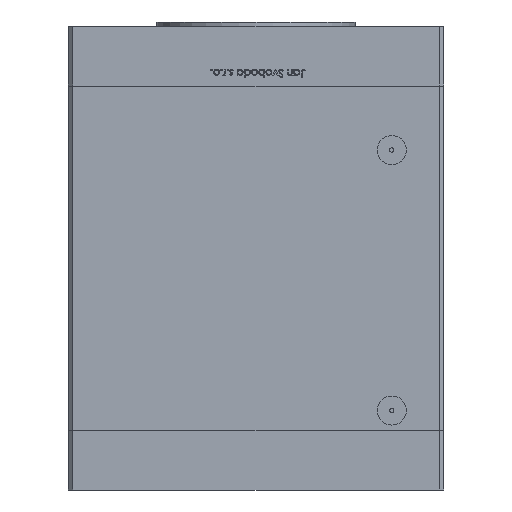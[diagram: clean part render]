
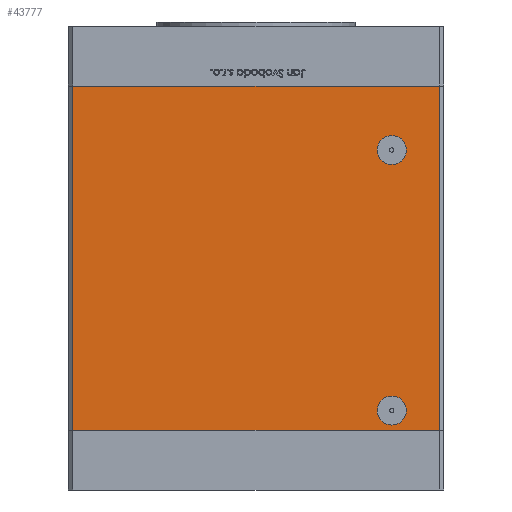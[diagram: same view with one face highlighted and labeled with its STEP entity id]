
A CAD part, front view. The second image highlights one B-rep face of the part: STEP entity #43777.
In plain terms, the highlighted planar face has unit normal (0, -1, 0).
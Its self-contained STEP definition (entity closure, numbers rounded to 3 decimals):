
#63 = DIRECTION ( 'NONE',  ( 0., 0., -1. ) ) ;
#296 = DIRECTION ( 'NONE',  ( 0., 1., 0. ) ) ;
#975 = LINE ( 'NONE', #33126, #2314 ) ;
#1071 = FACE_BOUND ( 'NONE', #1121, .T. ) ;
#1121 = EDGE_LOOP ( 'NONE', ( #34783, #34607 ) ) ;
#2273 = VERTEX_POINT ( 'NONE', #30684 ) ;
#2314 = VECTOR ( 'NONE', #25224, 1000. ) ;
#2817 = VECTOR ( 'NONE', #29845, 1000. ) ;
#2915 = CARTESIAN_POINT ( 'NONE',  ( 61.5, -72.5, 9. ) ) ;
#4487 = DIRECTION ( 'NONE',  ( 1., 0., 0. ) ) ;
#5035 = CIRCLE ( 'NONE', #25250, 6.58 ) ;
#5383 = CARTESIAN_POINT ( 'NONE',  ( -83., -72.5, 156. ) ) ;
#6486 = EDGE_CURVE ( 'NONE', #23021, #12010, #25381, .T. ) ;
#9403 = CIRCLE ( 'NONE', #49803, 6.58 ) ;
#9580 = DIRECTION ( 'NONE',  ( 0., 0., -1. ) ) ;
#12010 = VERTEX_POINT ( 'NONE', #13923 ) ;
#12381 = EDGE_LOOP ( 'NONE', ( #22589, #23008, #46383, #16801 ) ) ;
#12937 = FACE_OUTER_BOUND ( 'NONE', #12381, .T. ) ;
#13466 = AXIS2_PLACEMENT_3D ( 'NONE', #40949, #45696, #9580 ) ;
#13923 = CARTESIAN_POINT ( 'NONE',  ( 83., -72.5, 0. ) ) ;
#16381 = DIRECTION ( 'NONE',  ( 0., 0., -1. ) ) ;
#16801 = ORIENTED_EDGE ( 'NONE', *, *, #39088, .T. ) ;
#18507 = VERTEX_POINT ( 'NONE', #25242 ) ;
#18710 = AXIS2_PLACEMENT_3D ( 'NONE', #41392, #29280, #37442 ) ;
#18994 = DIRECTION ( 'NONE',  ( 0., -1., 0. ) ) ;
#20456 = CARTESIAN_POINT ( 'NONE',  ( 61.5, -72.5, 15.58 ) ) ;
#21981 = DIRECTION ( 'NONE',  ( 0., 0., -1. ) ) ;
#22233 = ORIENTED_EDGE ( 'NONE', *, *, #34160, .T. ) ;
#22589 = ORIENTED_EDGE ( 'NONE', *, *, #22965, .T. ) ;
#22965 = EDGE_CURVE ( 'NONE', #49470, #12010, #975, .T. ) ;
#23008 = ORIENTED_EDGE ( 'NONE', *, *, #6486, .F. ) ;
#23021 = VERTEX_POINT ( 'NONE', #49978 ) ;
#25093 = EDGE_CURVE ( 'NONE', #38709, #23021, #40334, .T. ) ;
#25224 = DIRECTION ( 'NONE',  ( 1., 0., 0. ) ) ;
#25242 = CARTESIAN_POINT ( 'NONE',  ( 61.5, -72.5, 120.42 ) ) ;
#25250 = AXIS2_PLACEMENT_3D ( 'NONE', #51464, #31433, #63 ) ;
#25355 = VECTOR ( 'NONE', #21981, 1000. ) ;
#25381 = LINE ( 'NONE', #45925, #2817 ) ;
#28481 = VECTOR ( 'NONE', #4487, 1000. ) ;
#28742 = CIRCLE ( 'NONE', #38802, 6.58 ) ;
#29013 = PLANE ( 'NONE',  #18710 ) ;
#29182 = CARTESIAN_POINT ( 'NONE',  ( -83., -72.5, 156. ) ) ;
#29280 = DIRECTION ( 'NONE',  ( 0., 1., 0. ) ) ;
#29629 = EDGE_CURVE ( 'NONE', #18507, #2273, #5035, .T. ) ;
#29845 = DIRECTION ( 'NONE',  ( 0., 0., -1. ) ) ;
#30057 = EDGE_CURVE ( 'NONE', #43937, #35646, #35349, .T. ) ;
#30684 = CARTESIAN_POINT ( 'NONE',  ( 61.5, -72.5, 133.58 ) ) ;
#31433 = DIRECTION ( 'NONE',  ( 0., 1., 0. ) ) ;
#32459 = CARTESIAN_POINT ( 'NONE',  ( 61.5, -72.5, 127. ) ) ;
#33126 = CARTESIAN_POINT ( 'NONE',  ( -83., -72.5, 0. ) ) ;
#34160 = EDGE_CURVE ( 'NONE', #2273, #18507, #28742, .T. ) ;
#34607 = ORIENTED_EDGE ( 'NONE', *, *, #30057, .F. ) ;
#34783 = ORIENTED_EDGE ( 'NONE', *, *, #41164, .F. ) ;
#35060 = DIRECTION ( 'NONE',  ( 0., 0., -1. ) ) ;
#35349 = CIRCLE ( 'NONE', #13466, 6.58 ) ;
#35646 = VERTEX_POINT ( 'NONE', #47841 ) ;
#37442 = DIRECTION ( 'NONE',  ( 0., 0., 1. ) ) ;
#38235 = CARTESIAN_POINT ( 'NONE',  ( -83., -72.5, 0. ) ) ;
#38709 = VERTEX_POINT ( 'NONE', #29182 ) ;
#38802 = AXIS2_PLACEMENT_3D ( 'NONE', #32459, #296, #16381 ) ;
#39088 = EDGE_CURVE ( 'NONE', #38709, #49470, #41492, .T. ) ;
#40334 = LINE ( 'NONE', #40589, #28481 ) ;
#40589 = CARTESIAN_POINT ( 'NONE',  ( -83., -72.5, 156. ) ) ;
#40949 = CARTESIAN_POINT ( 'NONE',  ( 61.5, -72.5, 9. ) ) ;
#41164 = EDGE_CURVE ( 'NONE', #35646, #43937, #9403, .T. ) ;
#41221 = ORIENTED_EDGE ( 'NONE', *, *, #29629, .T. ) ;
#41392 = CARTESIAN_POINT ( 'NONE',  ( -83., -72.5, 156. ) ) ;
#41492 = LINE ( 'NONE', #5383, #25355 ) ;
#43777 = ADVANCED_FACE ( 'NONE', ( #1071, #12937, #45354 ), #29013, .F. ) ;
#43937 = VERTEX_POINT ( 'NONE', #20456 ) ;
#45354 = FACE_BOUND ( 'NONE', #46095, .T. ) ;
#45696 = DIRECTION ( 'NONE',  ( 0., -1., 0. ) ) ;
#45925 = CARTESIAN_POINT ( 'NONE',  ( 83., -72.5, 156. ) ) ;
#46095 = EDGE_LOOP ( 'NONE', ( #41221, #22233 ) ) ;
#46383 = ORIENTED_EDGE ( 'NONE', *, *, #25093, .F. ) ;
#47841 = CARTESIAN_POINT ( 'NONE',  ( 61.5, -72.5, 2.42 ) ) ;
#49470 = VERTEX_POINT ( 'NONE', #38235 ) ;
#49803 = AXIS2_PLACEMENT_3D ( 'NONE', #2915, #18994, #35060 ) ;
#49978 = CARTESIAN_POINT ( 'NONE',  ( 83., -72.5, 156. ) ) ;
#51464 = CARTESIAN_POINT ( 'NONE',  ( 61.5, -72.5, 127. ) ) ;
